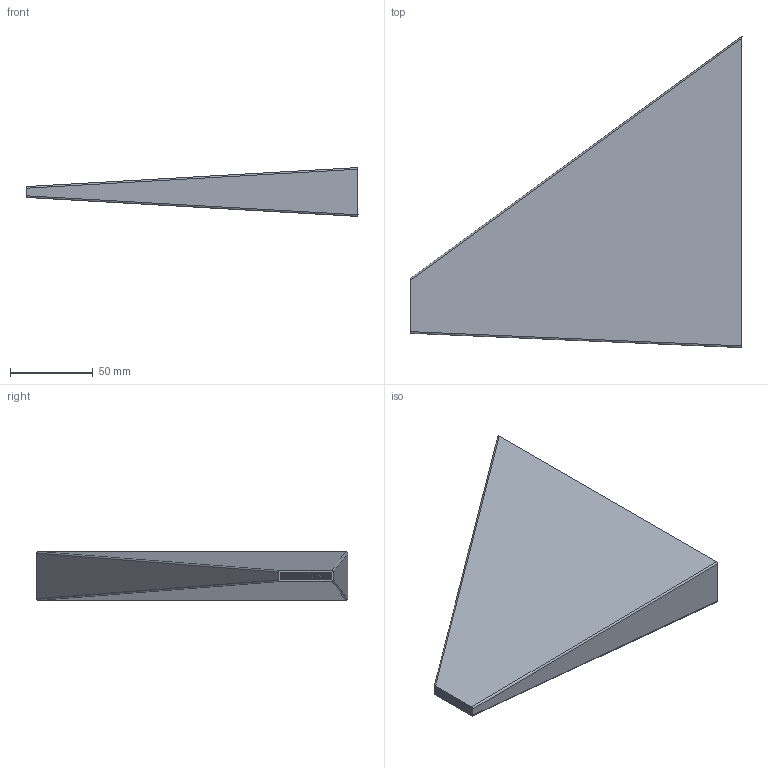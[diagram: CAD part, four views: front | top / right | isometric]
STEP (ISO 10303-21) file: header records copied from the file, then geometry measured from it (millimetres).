
FILE_DESCRIPTION(('FreeCAD Model'),'2;1');
FILE_NAME('collimator.step', '2020-05-01T16:07:54',('Author'),(''), 'Open CASCADE STEP processor 7.3','FreeCAD','Unknown');
FILE_SCHEMA(('AUTOMOTIVE_DESIGN { 1 0 10303 214 1 1 1 1 }'));
Products named in the file (1): Collimator
Bounding box: 200 x 187.44 x 29.4 mm (x, y, z)
Volume: 101358.8 mm3; surface area: 418174.2 mm2
Topology: 1 solids, 1 shells, 883 faces, 2626 edges, 1750 vertices
Faces by surface type: plane 879, cylinder 4
Entity records: 63296 total; most frequent: CARTESIAN_POINT 11059, DIRECTION 9163, LINE 7371, VECTOR 7371, ORIENTED_EDGE 5252, PCURVE 5252, DEFINITIONAL_REPRESENTATION 5252, EDGE_CURVE 2626
